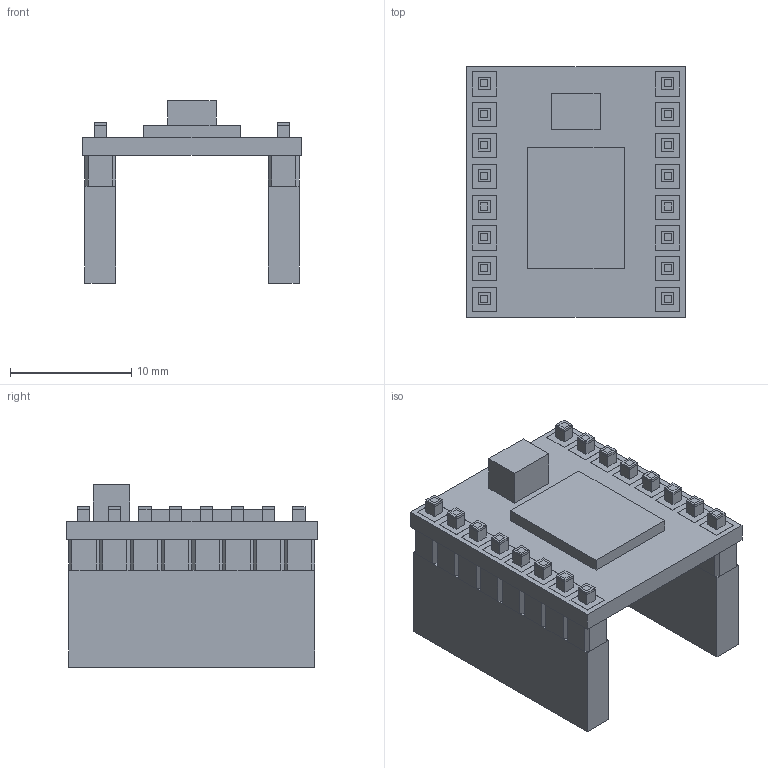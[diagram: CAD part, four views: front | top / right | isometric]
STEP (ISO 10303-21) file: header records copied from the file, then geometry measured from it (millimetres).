
FILE_DESCRIPTION(('FreeCAD Model'),'2;1');
FILE_NAME('tb6612fngSTEP.step','2018-07-17T10:26:13',('Author'),(''), 'Open CASCADE STEP processor 6.8','FreeCAD','Unknown');
FILE_SCHEMA(('AUTOMOTIVE_DESIGN_CC2 { 1 2 10303 214 -1 1 5 4 }'));
Length unit declared in the file: millimetre
Products named in the file (14): ASSEMBLY; Chamfer; Pad008; LinearPattern004; Sketch007; Pad007; LinearPattern003; Pad006; LinearPattern; Sketch003; Pad003; Pad002; Pad001; Pad
Assembly tree (13 placements, depth 2):
  ASSEMBLY
    Chamfer
    Pad008
    LinearPattern004
    Sketch007
    Pad007
    LinearPattern003
    Pad006
    LinearPattern
    Sketch003
    Pad003
    Pad002
    Pad001
    Pad
Bounding box: 18.03 x 20.7 x 15.04 mm (x, y, z)
Surface area: 9699.9 mm2
Topology: 11 solids, 11 shells, 778 faces, 1898 edges, 1192 vertices
Faces by surface type: plane 778
Entity records: 46862 total; most frequent: CARTESIAN_POINT 7730, DIRECTION 7174, LINE 5614, VECTOR 5614, ORIENTED_EDGE 3764, PCURVE 3764, DEFINITIONAL_REPRESENTATION 3764, EDGE_CURVE 1882
